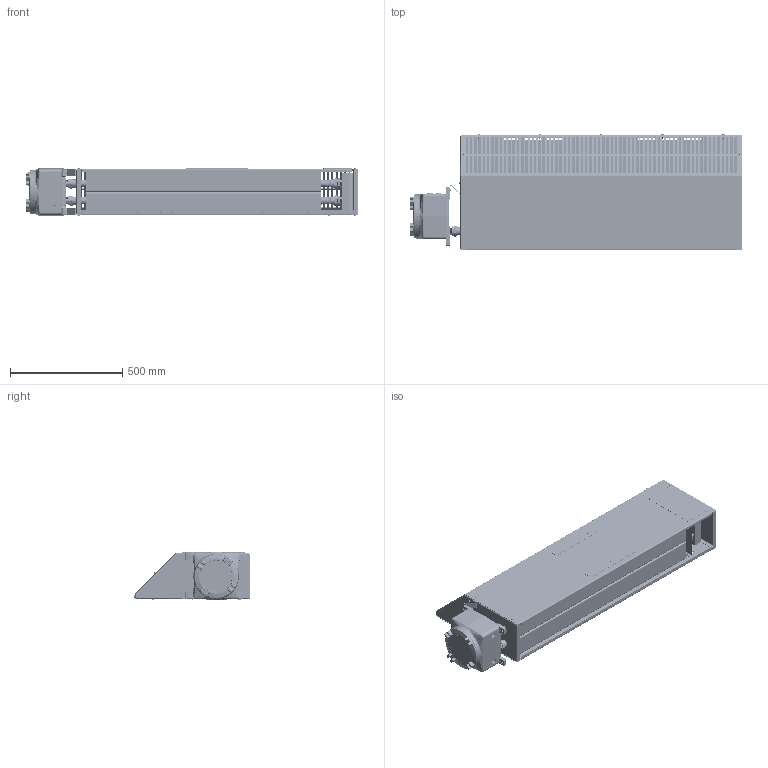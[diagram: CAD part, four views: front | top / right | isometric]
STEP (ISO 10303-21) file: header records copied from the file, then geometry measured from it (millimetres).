
FILE_DESCRIPTION (( 'STEP AP214' ), '1' );
FILE_NAME ('XEC-L CONTROL BOX 49.5.STEP', '2021-08-31T20:23:28', ( '' ), ( '' ), 'SwSTEP 2.0', 'SolidWorks 2020', '' );
FILE_SCHEMA (( 'AUTOMOTIVE_DESIGN' ));
Length unit declared in the file: inch
Products named in the file (1): XEC-L CONTROL BOX 49.5
Bounding box: 1480.62 x 519.46 x 215.29 mm (x, y, z)
Volume: 33787645.1 mm3; surface area: 5338284.9 mm2
Topology: 70 solids, 70 shells, 9231 faces, 23730 edges, 14849 vertices
Faces by surface type: cylinder 3373, plane 2152, bspline 1409, cone 1398, torus 831, sphere 68
Entity records: 539444 total; most frequent: CARTESIAN_POINT 215308, ORIENTED_EDGE 47312, DIRECTION 37772, EDGE_CURVE 23656, VERTEX_POINT 14843, AXIS2_PLACEMENT_3D 13719, VECTOR 10334, LINE 10334
